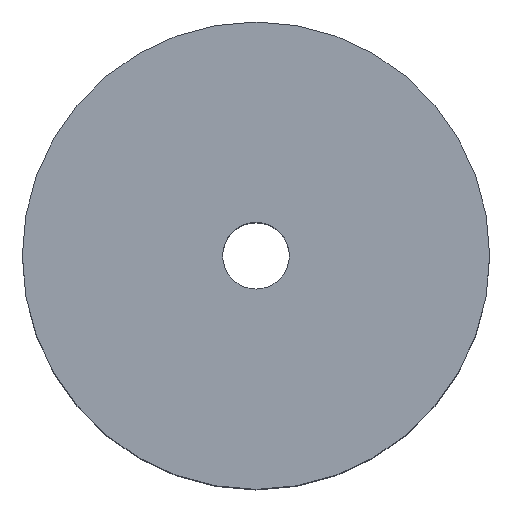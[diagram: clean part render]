
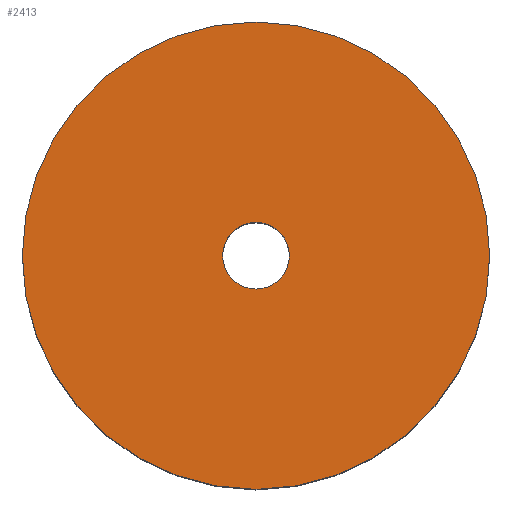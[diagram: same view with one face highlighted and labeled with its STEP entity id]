
A CAD part, top view. The second image highlights one B-rep face of the part: STEP entity #2413.
In plain terms, the highlighted planar face has unit normal (0, 0, 1).
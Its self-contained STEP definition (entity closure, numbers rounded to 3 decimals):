
#959 = VERTEX_POINT('',#960);
#960 = CARTESIAN_POINT('',(-2.,0.,21.1));
#978 = VERTEX_POINT('',#979);
#979 = CARTESIAN_POINT('',(2.,0.,21.1));
#985 = EDGE_CURVE('',#978,#959,#986,.T.);
#986 = CIRCLE('',#987,2.);
#987 = AXIS2_PLACEMENT_3D('',#988,#989,#990);
#988 = CARTESIAN_POINT('',(0.,0.,21.1));
#989 = DIRECTION('',(0.,0.,-1.));
#990 = DIRECTION('',(-1.,0.,0.));
#2341 = VERTEX_POINT('',#2342);
#2342 = CARTESIAN_POINT('',(-14.,0.,21.1));
#2348 = EDGE_CURVE('',#2349,#2341,#2351,.T.);
#2349 = VERTEX_POINT('',#2350);
#2350 = CARTESIAN_POINT('',(14.,0.,21.1));
#2351 = CIRCLE('',#2352,14.);
#2352 = AXIS2_PLACEMENT_3D('',#2353,#2354,#2355);
#2353 = CARTESIAN_POINT('',(0.,0.,21.1));
#2354 = DIRECTION('',(0.,0.,1.));
#2355 = DIRECTION('',(1.,0.,0.));
#2413 = ADVANCED_FACE('',(#2414,#2424),#2434,.F.);
#2414 = FACE_BOUND('',#2415,.T.);
#2415 = EDGE_LOOP('',(#2416,#2423));
#2416 = ORIENTED_EDGE('',*,*,#2417,.T.);
#2417 = EDGE_CURVE('',#959,#978,#2418,.T.);
#2418 = CIRCLE('',#2419,2.);
#2419 = AXIS2_PLACEMENT_3D('',#2420,#2421,#2422);
#2420 = CARTESIAN_POINT('',(0.,0.,21.1));
#2421 = DIRECTION('',(0.,0.,-1.));
#2422 = DIRECTION('',(-1.,0.,0.));
#2423 = ORIENTED_EDGE('',*,*,#985,.T.);
#2424 = FACE_BOUND('',#2425,.T.);
#2425 = EDGE_LOOP('',(#2426,#2427));
#2426 = ORIENTED_EDGE('',*,*,#2348,.T.);
#2427 = ORIENTED_EDGE('',*,*,#2428,.T.);
#2428 = EDGE_CURVE('',#2341,#2349,#2429,.T.);
#2429 = CIRCLE('',#2430,14.);
#2430 = AXIS2_PLACEMENT_3D('',#2431,#2432,#2433);
#2431 = CARTESIAN_POINT('',(0.,0.,21.1));
#2432 = DIRECTION('',(0.,0.,1.));
#2433 = DIRECTION('',(1.,0.,0.));
#2434 = PLANE('',#2435);
#2435 = AXIS2_PLACEMENT_3D('',#2436,#2437,#2438);
#2436 = CARTESIAN_POINT('',(0.,0.,21.1));
#2437 = DIRECTION('',(0.,0.,-1.));
#2438 = DIRECTION('',(-1.,0.,0.));
